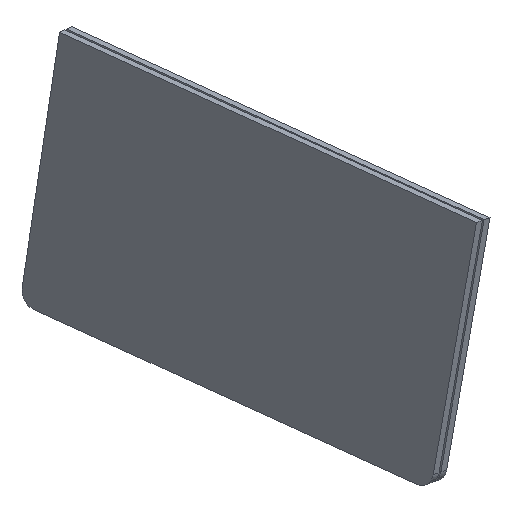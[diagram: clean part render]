
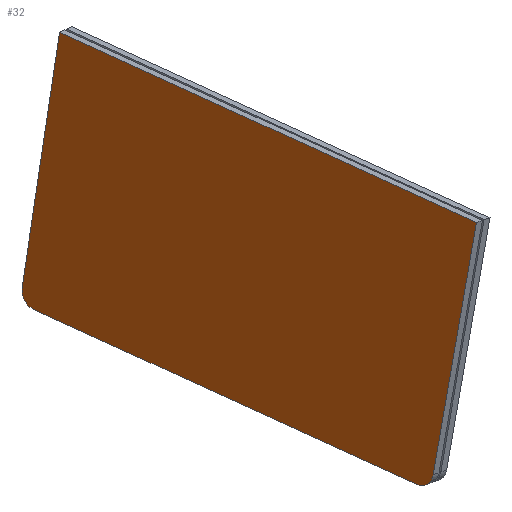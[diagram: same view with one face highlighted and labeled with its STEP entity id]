
A CAD part, isometric view. The second image highlights one B-rep face of the part: STEP entity #32.
In plain terms, the highlighted planar face has unit normal (-0.967, -0.113, 0.23).
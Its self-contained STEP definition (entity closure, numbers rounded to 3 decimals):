
#32 = ADVANCED_FACE('',(#33),#47,.T.);
#33 = FACE_BOUND('',#34,.T.);
#34 = EDGE_LOOP('',(#35,#68,#103,#129,#164,#190));
#35 = ORIENTED_EDGE('',*,*,#36,.F.);
#36 = EDGE_CURVE('',#37,#39,#41,.T.);
#37 = VERTEX_POINT('',#38);
#38 = CARTESIAN_POINT('',(8937.447,1550.14,
    5196.185));
#39 = VERTEX_POINT('',#40);
#40 = CARTESIAN_POINT('',(9061.418,1572.,
    5726.975));
#41 = SURFACE_CURVE('',#42,(#46,#57),.PCURVE_S1.);
#42 = LINE('',#43,#44);
#43 = CARTESIAN_POINT('',(8120.453,1406.082,
    1698.169));
#44 = VECTOR('',#45,1.);
#45 = DIRECTION('',(0.227,0.04,0.973));
#46 = PCURVE('',#47,#52);
#47 = PLANE('',#48);
#48 = AXIS2_PLACEMENT_3D('',#49,#50,#51);
#49 = CARTESIAN_POINT('',(8988.432,1046.156,
    5162.949));
#50 = DIRECTION('',(-0.967,-0.113,0.23));
#51 = DIRECTION('',(-0.232,0.,-0.973));
#52 = DEFINITIONAL_REPRESENTATION('',(#53),#56);
#53 = B_SPLINE_CURVE_WITH_KNOTS('',1,(#54,#55),.UNSPECIFIED.,.F.,.F.,(2,
    2),(3392.247,4373.935),
  .PIECEWISE_BEZIER_KNOTS.);
#54 = CARTESIAN_POINT('',(182.125,-499.052));
#55 = CARTESIAN_POINT('',(-798.764,-538.643));
#56 = ( GEOMETRIC_REPRESENTATION_CONTEXT(2) 
PARAMETRIC_REPRESENTATION_CONTEXT() REPRESENTATION_CONTEXT('2D SPACE',''
  ) );
#57 = PCURVE('',#58,#63);
#58 = PLANE('',#59);
#59 = AXIS2_PLACEMENT_3D('',#60,#61,#62);
#60 = CARTESIAN_POINT('',(4.407,-24.996,0.));
#61 = DIRECTION('',(0.174,-0.985,0.));
#62 = DIRECTION('',(0.,0.,-1.));
#63 = DEFINITIONAL_REPRESENTATION('',(#64),#67);
#64 = B_SPLINE_CURVE_WITH_KNOTS('',1,(#65,#66),.UNSPECIFIED.,.F.,.F.,(2,
    2),(3392.247,4373.935),
  .PIECEWISE_BEZIER_KNOTS.);
#65 = CARTESIAN_POINT('',(-4998.86,9024.048));
#66 = CARTESIAN_POINT('',(-5954.053,9250.584));
#67 = ( GEOMETRIC_REPRESENTATION_CONTEXT(2) 
PARAMETRIC_REPRESENTATION_CONTEXT() REPRESENTATION_CONTEXT('2D SPACE',''
  ) );
#68 = ORIENTED_EDGE('',*,*,#69,.T.);
#69 = EDGE_CURVE('',#37,#70,#72,.T.);
#70 = VERTEX_POINT('',#71);
#71 = CARTESIAN_POINT('',(8933.656,1514.79,
    5162.949));
#72 = SURFACE_CURVE('',#73,(#78,#85),.PCURVE_S1.);
#73 = ELLIPSE('',#74,34.674,34.619);
#74 = AXIS2_PLACEMENT_3D('',#75,#76,#77);
#75 = CARTESIAN_POINT('',(8941.578,1515.716,
    5196.636));
#76 = DIRECTION('',(-0.967,-0.113,0.23));
#77 = DIRECTION('',(-0.116,0.993,0.));
#78 = PCURVE('',#47,#79);
#79 = DEFINITIONAL_REPRESENTATION('',(#80),#84);
#80 = ELLIPSE('',#81,34.674,34.619);
#81 = AXIS2_PLACEMENT_2D('',#82,#83);
#82 = CARTESIAN_POINT('',(-21.905,-472.585));
#83 = DIRECTION('',(0.027,-1.));
#84 = ( GEOMETRIC_REPRESENTATION_CONTEXT(2) 
PARAMETRIC_REPRESENTATION_CONTEXT() REPRESENTATION_CONTEXT('2D SPACE',''
  ) );
#85 = PCURVE('',#86,#91);
#86 = CYLINDRICAL_SURFACE('',#87,34.619);
#87 = AXIS2_PLACEMENT_3D('',#88,#89,#90);
#88 = CARTESIAN_POINT('',(8440.346,1427.335,
    5316.935));
#89 = DIRECTION('',(0.958,0.169,-0.23));
#90 = DIRECTION('',(-0.229,-0.027,-0.973)
  );
#91 = DEFINITIONAL_REPRESENTATION('',(#92),#102);
#92 = B_SPLINE_CURVE_WITH_KNOTS('',8,(#93,#94,#95,#96,#97,#98,#99,#100,
    #101),.UNSPECIFIED.,.F.,.F.,(9,9),(0.013,1.571
    ),.PIECEWISE_BEZIER_KNOTS.);
#93 = CARTESIAN_POINT('',(1.557,524.95));
#94 = CARTESIAN_POINT('',(1.363,524.945));
#95 = CARTESIAN_POINT('',(1.168,524.855));
#96 = CARTESIAN_POINT('',(0.973,524.68));
#97 = CARTESIAN_POINT('',(0.779,524.428));
#98 = CARTESIAN_POINT('',(0.584,524.112));
#99 = CARTESIAN_POINT('',(0.389,523.752));
#100 = CARTESIAN_POINT('',(0.195,523.37));
#101 = CARTESIAN_POINT('',(0.,522.988));
#102 = ( GEOMETRIC_REPRESENTATION_CONTEXT(2) 
PARAMETRIC_REPRESENTATION_CONTEXT() REPRESENTATION_CONTEXT('2D SPACE',''
  ) );
#103 = ORIENTED_EDGE('',*,*,#104,.F.);
#104 = EDGE_CURVE('',#105,#70,#107,.T.);
#105 = VERTEX_POINT('',#106);
#106 = CARTESIAN_POINT('',(9043.207,577.522,
    5162.949));
#107 = SURFACE_CURVE('',#108,(#112,#118),.PCURVE_S1.);
#108 = LINE('',#109,#110);
#109 = CARTESIAN_POINT('',(8988.176,1048.346,
    5162.949));
#110 = VECTOR('',#111,1.);
#111 = DIRECTION('',(-0.116,0.993,0.));
#112 = PCURVE('',#47,#113);
#113 = DEFINITIONAL_REPRESENTATION('',(#114),#117);
#114 = B_SPLINE_CURVE_WITH_KNOTS('',1,(#115,#116),.UNSPECIFIED.,.F.,.F.,
  (2,2),(-608.53,661.124),.PIECEWISE_BEZIER_KNOTS.);
#115 = CARTESIAN_POINT('',(-16.322,606.105));
#116 = CARTESIAN_POINT('',(17.856,-663.089));
#117 = ( GEOMETRIC_REPRESENTATION_CONTEXT(2) 
PARAMETRIC_REPRESENTATION_CONTEXT() REPRESENTATION_CONTEXT('2D SPACE',''
  ) );
#118 = PCURVE('',#119,#124);
#119 = PLANE('',#120);
#120 = AXIS2_PLACEMENT_3D('',#121,#122,#123);
#121 = CARTESIAN_POINT('',(1626.756,190.14,
    6917.65));
#122 = DIRECTION('',(0.229,0.027,0.973));
#123 = DIRECTION('',(0.973,0.,-0.229)
  );
#124 = DEFINITIONAL_REPRESENTATION('',(#125),#128);
#125 = B_SPLINE_CURVE_WITH_KNOTS('',1,(#126,#127),.UNSPECIFIED.,.F.,.F.,
  (2,2),(-608.53,661.124),.PIECEWISE_BEZIER_KNOTS.);
#126 = CARTESIAN_POINT('',(7636.395,253.881));
#127 = CARTESIAN_POINT('',(7492.911,1515.402));
#128 = ( GEOMETRIC_REPRESENTATION_CONTEXT(2) 
PARAMETRIC_REPRESENTATION_CONTEXT() REPRESENTATION_CONTEXT('2D SPACE',''
  ) );
#129 = ORIENTED_EDGE('',*,*,#130,.T.);
#130 = EDGE_CURVE('',#105,#131,#133,.T.);
#131 = VERTEX_POINT('',#132);
#132 = CARTESIAN_POINT('',(9055.048,543.999,
    5196.185));
#133 = SURFACE_CURVE('',#134,(#139,#146),.PCURVE_S1.);
#134 = ELLIPSE('',#135,34.674,34.619);
#135 = AXIS2_PLACEMENT_3D('',#136,#137,#138);
#136 = CARTESIAN_POINT('',(9051.129,578.448,
    5196.636));
#137 = DIRECTION('',(-0.967,-0.113,0.23));
#138 = DIRECTION('',(-0.116,0.993,0.));
#139 = PCURVE('',#47,#140);
#140 = DEFINITIONAL_REPRESENTATION('',(#141),#145);
#141 = ELLIPSE('',#142,34.674,34.619);
#142 = AXIS2_PLACEMENT_2D('',#143,#144);
#143 = CARTESIAN_POINT('',(-47.307,470.721));
#144 = DIRECTION('',(0.027,-1.));
#145 = ( GEOMETRIC_REPRESENTATION_CONTEXT(2) 
PARAMETRIC_REPRESENTATION_CONTEXT() REPRESENTATION_CONTEXT('2D SPACE',''
  ) );
#146 = PCURVE('',#147,#152);
#147 = CYLINDRICAL_SURFACE('',#148,34.619);
#148 = AXIS2_PLACEMENT_3D('',#149,#150,#151);
#149 = CARTESIAN_POINT('',(9564.665,608.358,
    5075.051));
#150 = DIRECTION('',(-0.972,-0.057,0.23)
  );
#151 = DIRECTION('',(-0.229,-0.027,-0.973
    ));
#152 = DEFINITIONAL_REPRESENTATION('',(#153),#163);
#153 = B_SPLINE_CURVE_WITH_KNOTS('',8,(#154,#155,#156,#157,#158,#159,
    #160,#161,#162),.UNSPECIFIED.,.F.,.F.,(9,9),(1.571,
    3.128),.PIECEWISE_BEZIER_KNOTS.);
#154 = CARTESIAN_POINT('',(0.,528.58));
#155 = CARTESIAN_POINT('',(0.195,528.198));
#156 = CARTESIAN_POINT('',(0.389,527.816));
#157 = CARTESIAN_POINT('',(0.584,527.456));
#158 = CARTESIAN_POINT('',(0.779,527.141));
#159 = CARTESIAN_POINT('',(0.973,526.888));
#160 = CARTESIAN_POINT('',(1.168,526.714));
#161 = CARTESIAN_POINT('',(1.363,526.623));
#162 = CARTESIAN_POINT('',(1.557,526.618));
#163 = ( GEOMETRIC_REPRESENTATION_CONTEXT(2) 
PARAMETRIC_REPRESENTATION_CONTEXT() REPRESENTATION_CONTEXT('2D SPACE',''
  ) );
#164 = ORIENTED_EDGE('',*,*,#165,.T.);
#165 = EDGE_CURVE('',#131,#166,#168,.T.);
#166 = VERTEX_POINT('',#167);
#167 = CARTESIAN_POINT('',(9180.718,551.318,
    5726.974));
#168 = SURFACE_CURVE('',#169,(#173,#179),.PCURVE_S1.);
#169 = LINE('',#170,#171);
#170 = CARTESIAN_POINT('',(8226.84,495.761,
    1698.111));
#171 = VECTOR('',#172,1.);
#172 = DIRECTION('',(0.23,0.013,0.973));
#173 = PCURVE('',#47,#174);
#174 = DEFINITIONAL_REPRESENTATION('',(#175),#178);
#175 = B_SPLINE_CURVE_WITH_KNOTS('',1,(#176,#177),.UNSPECIFIED.,.F.,.F.,
  (2,2),(3392.306,4373.995),
  .PIECEWISE_BEZIER_KNOTS.);
#176 = CARTESIAN_POINT('',(155.003,508.131));
#177 = CARTESIAN_POINT('',(-826.596,494.874));
#178 = ( GEOMETRIC_REPRESENTATION_CONTEXT(2) 
PARAMETRIC_REPRESENTATION_CONTEXT() REPRESENTATION_CONTEXT('2D SPACE',''
  ) );
#179 = PCURVE('',#180,#185);
#180 = PLANE('',#181);
#181 = AXIS2_PLACEMENT_3D('',#182,#183,#184);
#182 = CARTESIAN_POINT('',(-0.964,16.547,0.));
#183 = DIRECTION('',(0.058,-0.998,0.));
#184 = DIRECTION('',(0.,0.,-1.));
#185 = DEFINITIONAL_REPRESENTATION('',(#186),#189);
#186 = B_SPLINE_CURVE_WITH_KNOTS('',1,(#187,#188),.UNSPECIFIED.,.F.,.F.,
  (2,2),(3392.306,4373.995),
  .PIECEWISE_BEZIER_KNOTS.);
#187 = CARTESIAN_POINT('',(-4998.86,9024.561));
#188 = CARTESIAN_POINT('',(-5954.053,9251.097));
#189 = ( GEOMETRIC_REPRESENTATION_CONTEXT(2) 
PARAMETRIC_REPRESENTATION_CONTEXT() REPRESENTATION_CONTEXT('2D SPACE',''
  ) );
#190 = ORIENTED_EDGE('',*,*,#191,.T.);
#191 = EDGE_CURVE('',#166,#39,#192,.T.);
#192 = SURFACE_CURVE('',#193,(#197,#203),.PCURVE_S1.);
#193 = LINE('',#194,#195);
#194 = CARTESIAN_POINT('',(9120.556,1066.04,
    5726.974));
#195 = VECTOR('',#196,1.);
#196 = DIRECTION('',(-0.116,0.993,0.));
#197 = PCURVE('',#47,#198);
#198 = DEFINITIONAL_REPRESENTATION('',(#199),#202);
#199 = B_SPLINE_CURVE_WITH_KNOTS('',1,(#200,#201),.UNSPECIFIED.,.F.,.F.,
  (2,2),(-672.076,735.816),.PIECEWISE_BEZIER_KNOTS.);
#200 = CARTESIAN_POINT('',(-597.382,651.821));
#201 = CARTESIAN_POINT('',(-559.482,-755.561));
#202 = ( GEOMETRIC_REPRESENTATION_CONTEXT(2) 
PARAMETRIC_REPRESENTATION_CONTEXT() REPRESENTATION_CONTEXT('2D SPACE',''
  ) );
#203 = PCURVE('',#204,#209);
#204 = PLANE('',#205);
#205 = AXIS2_PLACEMENT_3D('',#206,#207,#208);
#206 = CARTESIAN_POINT('',(-5618.388,-652.255,
    9240.217));
#207 = DIRECTION('',(0.229,0.027,0.973));
#208 = DIRECTION('',(0.973,0.,-0.229)
  );
#209 = DEFINITIONAL_REPRESENTATION('',(#210),#213);
#210 = B_SPLINE_CURVE_WITH_KNOTS('',1,(#211,#212),.UNSPECIFIED.,.F.,.F.,
  (2,2),(-672.076,735.816),.PIECEWISE_BEZIER_KNOTS.);
#211 = CARTESIAN_POINT('',(15227.757,1051.139));
#212 = CARTESIAN_POINT('',(15068.651,2450.012));
#213 = ( GEOMETRIC_REPRESENTATION_CONTEXT(2) 
PARAMETRIC_REPRESENTATION_CONTEXT() REPRESENTATION_CONTEXT('2D SPACE',''
  ) );
